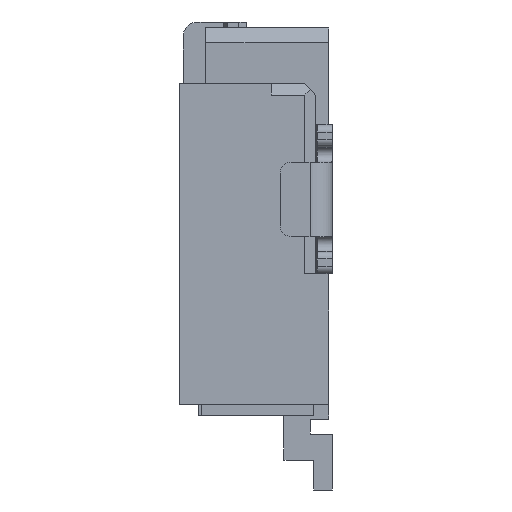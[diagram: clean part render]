
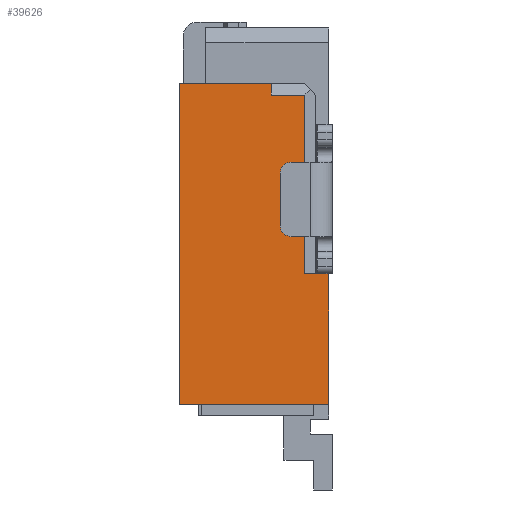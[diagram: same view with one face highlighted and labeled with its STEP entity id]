
A CAD part, left-side view. The second image highlights one B-rep face of the part: STEP entity #39626.
In plain terms, the highlighted planar face has unit normal (-1, 0, 0).
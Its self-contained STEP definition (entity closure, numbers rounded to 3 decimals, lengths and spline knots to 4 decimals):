
#4=DIRECTION('',(0.,-1.,0.));
#5=VECTOR('',#4,0.15);
#6=CARTESIAN_POINT('',(-15.4,-0.552,-3.38));
#7=LINE('',#6,#5);
#12=DIRECTION('',(0.,0.,-1.));
#13=VECTOR('',#12,1.75);
#14=CARTESIAN_POINT('',(-15.4,-0.702,-3.38));
#15=LINE('',#14,#13);
#19=DIRECTION('',(0.,1.,0.));
#20=VECTOR('',#19,2.);
#21=CARTESIAN_POINT('',(-15.4,-0.702,-5.13));
#22=LINE('',#21,#20);
#26=DIRECTION('',(0.,0.,1.));
#27=VECTOR('',#26,4.3);
#28=CARTESIAN_POINT('',(-15.4,1.298,-5.13));
#29=LINE('',#28,#27);
#33=DIRECTION('',(0.,-1.,0.));
#34=VECTOR('',#33,1.23);
#35=CARTESIAN_POINT('',(-15.4,1.298,-0.83));
#36=LINE('',#35,#34);
#40=DIRECTION('',(0.,0.,1.));
#41=VECTOR('',#40,0.15);
#42=CARTESIAN_POINT('',(-15.4,0.068,-0.98));
#43=LINE('',#42,#41);
#47=DIRECTION('',(0.,1.,0.));
#48=VECTOR('',#47,0.45);
#49=CARTESIAN_POINT('',(-15.4,-0.382,-0.98));
#50=LINE('',#49,#48);
#54=DIRECTION('',(0.,0.,1.));
#55=VECTOR('',#54,2.4);
#56=CARTESIAN_POINT('',(-15.4,-0.382,-3.38));
#57=LINE('',#56,#55);
#61=DIRECTION('',(0.,-1.,0.));
#62=VECTOR('',#61,0.17);
#63=CARTESIAN_POINT('',(-15.4,-0.382,-3.38));
#64=LINE('',#63,#62);
#33395=CARTESIAN_POINT('',(-15.4,-0.702,-5.13));
#33396=CARTESIAN_POINT('',(-15.4,1.298,-5.13));
#33397=VERTEX_POINT('',#33395);
#33398=VERTEX_POINT('',#33396);
#33399=CARTESIAN_POINT('',(-15.4,1.298,-0.83));
#33400=VERTEX_POINT('',#33399);
#33495=CARTESIAN_POINT('',(-15.4,-0.382,-3.38));
#33496=VERTEX_POINT('',#33495);
#33567=CARTESIAN_POINT('',(-15.4,0.068,-0.98));
#33568=CARTESIAN_POINT('',(-15.4,0.068,-0.83));
#33569=VERTEX_POINT('',#33567);
#33570=VERTEX_POINT('',#33568);
#33571=CARTESIAN_POINT('',(-15.4,-0.382,-0.98));
#33572=VERTEX_POINT('',#33571);
#33641=CARTESIAN_POINT('',(-15.4,-0.552,-3.38));
#33642=CARTESIAN_POINT('',(-15.4,-0.702,-3.38));
#33643=VERTEX_POINT('',#33641);
#33644=VERTEX_POINT('',#33642);
#39601=CARTESIAN_POINT('',(-15.4,0.,0.));
#39602=DIRECTION('',(1.,0.,0.));
#39603=DIRECTION('',(0.,0.,-1.));
#39604=AXIS2_PLACEMENT_3D('',#39601,#39602,#39603);
#39605=PLANE('',#39604);
#39607=ORIENTED_EDGE('',*,*,#39606,.T.);
#39609=ORIENTED_EDGE('',*,*,#39608,.T.);
#39611=ORIENTED_EDGE('',*,*,#39610,.T.);
#39613=ORIENTED_EDGE('',*,*,#39612,.T.);
#39615=ORIENTED_EDGE('',*,*,#39614,.T.);
#39617=ORIENTED_EDGE('',*,*,#39616,.F.);
#39619=ORIENTED_EDGE('',*,*,#39618,.F.);
#39621=ORIENTED_EDGE('',*,*,#39620,.F.);
#39623=ORIENTED_EDGE('',*,*,#39622,.T.);
#39624=EDGE_LOOP('',(#39607,#39609,#39611,#39613,#39615,#39617,#39619,#39621,
#39623));
#39625=FACE_OUTER_BOUND('',#39624,.F.);
#39606=EDGE_CURVE('',#33643,#33644,#7,.T.);
#39608=EDGE_CURVE('',#33644,#33397,#15,.T.);
#39610=EDGE_CURVE('',#33397,#33398,#22,.T.);
#39612=EDGE_CURVE('',#33398,#33400,#29,.T.);
#39614=EDGE_CURVE('',#33400,#33570,#36,.T.);
#39616=EDGE_CURVE('',#33569,#33570,#43,.T.);
#39618=EDGE_CURVE('',#33572,#33569,#50,.T.);
#39620=EDGE_CURVE('',#33496,#33572,#57,.T.);
#39622=EDGE_CURVE('',#33496,#33643,#64,.T.);
#39626=ADVANCED_FACE('',(#39625),#39605,.F.);
